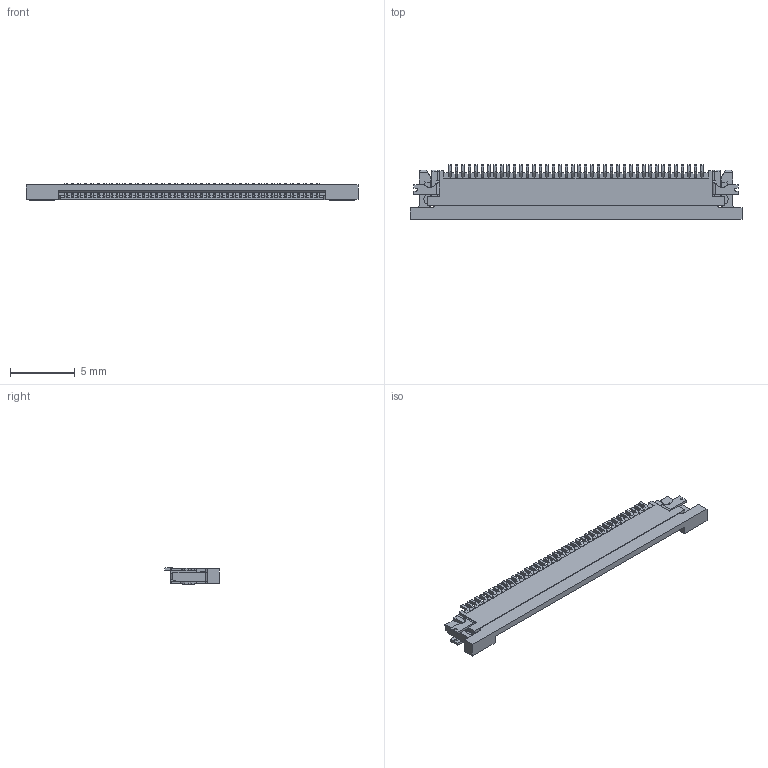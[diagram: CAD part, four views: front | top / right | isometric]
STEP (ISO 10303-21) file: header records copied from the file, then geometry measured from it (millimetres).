
FILE_DESCRIPTION(/* description */ ('Unknown'),/* implementation_level */ '2;1');
FILE_NAME(/* name */ '687140183622',/* time_stamp */ '2018-01-04T16:23:15+01:00',/* author */ ('Unknown'),/* organization */ ('Unknown'),/* preprocessor_version */ 'ST-DEVELOPER v16.7',/* originating_system */ 'DEX',/* authorisation */ $);
FILE_SCHEMA (('AUTOMOTIVE_DESIGN {1 0 10303 214 3 1 1}'));
Length unit declared in the file: millimetre
Products named in the file (6): 6871xx183622; 68x140183x22; 68X1XX183X22_Pin_TOP; 68x140183x22_Actuator; 68X1xx183x22_Solder_Pad2; 68X1XX183X22_Solder_Pad
Assembly tree (44 placements, depth 2):
  6871xx183622
    68x140183x22
    68X1XX183X22_Pin_TOP  x40
    68x140183x22_Actuator
    68X1xx183x22_Solder_Pad2
    68X1XX183X22_Solder_Pad
Bounding box: 25.7 x 4.25 x 1.29 mm (x, y, z)
Volume: 78.5 mm3; surface area: 709.6 mm2
Topology: 44 solids, 44 shells, 2775 faces, 8339 edges, 5494 vertices
Faces by surface type: plane 1996, cylinder 779
Entity records: 45570 total; most frequent: ORIENTED_EDGE 8254, CARTESIAN_POINT 8151, DIRECTION 7273, EDGE_CURVE 4127, LINE 3657, VECTOR 3657, VERTEX_POINT 2686, AXIS2_PLACEMENT_3D 1808
